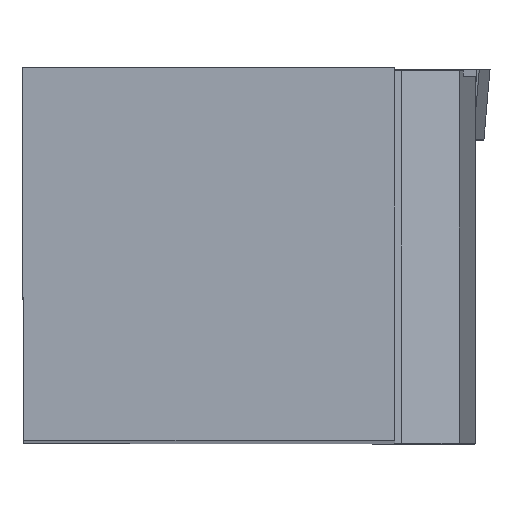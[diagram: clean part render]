
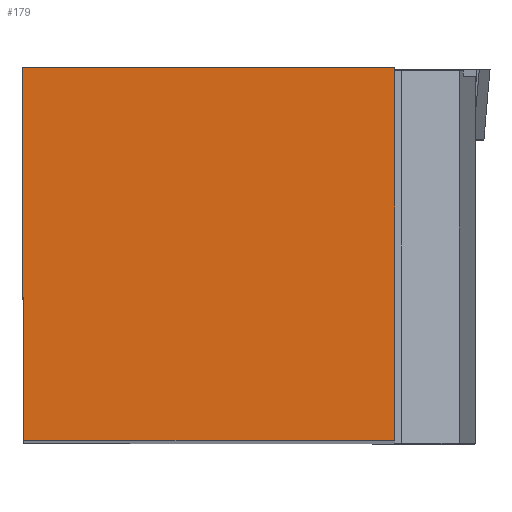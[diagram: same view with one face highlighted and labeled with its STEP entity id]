
A CAD part, top view. The second image highlights one B-rep face of the part: STEP entity #179.
In plain terms, the highlighted planar face has unit normal (0, 0, 1).
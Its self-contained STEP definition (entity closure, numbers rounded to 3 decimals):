
#139=FACE_OUTER_BOUND('',#408,.T.);
#179=ADVANCED_FACE('BLANK_BOXF006',(#139),#209,.F.);
#209=PLANE('',#946);
#240=LINE('',#1350,#305);
#270=LINE('',#1455,#335);
#280=LINE('',#1475,#345);
#281=LINE('',#1476,#346);
#305=VECTOR('',#1052,1.);
#335=VECTOR('',#1134,1.);
#345=VECTOR('',#1154,1.);
#346=VECTOR('',#1155,1.);
#408=EDGE_LOOP('',(#569,#570,#571,#572));
#569=ORIENTED_EDGE('',*,*,#789,.T.);
#570=ORIENTED_EDGE('',*,*,#729,.T.);
#571=ORIENTED_EDGE('',*,*,#790,.T.);
#572=ORIENTED_EDGE('',*,*,#777,.T.);
#651=VERTEX_POINT('',#1349);
#652=VERTEX_POINT('',#1351);
#689=VERTEX_POINT('',#1454);
#690=VERTEX_POINT('',#1456);
#729=EDGE_CURVE('',#652,#651,#240,.T.);
#777=EDGE_CURVE('',#690,#689,#270,.T.);
#789=EDGE_CURVE('',#689,#652,#280,.T.);
#790=EDGE_CURVE('',#651,#690,#281,.T.);
#946=AXIS2_PLACEMENT_3D('',#1477,#1156,#1157);
#1052=DIRECTION('',(-1.,0.,0.));
#1134=DIRECTION('',(1.,0.,0.));
#1154=DIRECTION('',(0.,1.,0.));
#1155=DIRECTION('',(0.004,-1.,0.));
#1156=DIRECTION('',(0.,0.,-1.));
#1157=DIRECTION('',(1.,0.,0.));
#1349=CARTESIAN_POINT('',(0.,25.273,0.));
#1350=CARTESIAN_POINT('',(168.4,25.273,0.));
#1351=CARTESIAN_POINT('',(25.273,25.273,0.));
#1454=CARTESIAN_POINT('',(25.273,0.,0.));
#1455=CARTESIAN_POINT('',(-168.4,0.,0.));
#1456=CARTESIAN_POINT('',(0.11,0.,0.));
#1475=CARTESIAN_POINT('',(25.273,-168.4,0.));
#1476=CARTESIAN_POINT('',(-0.625,168.398,0.));
#1477=CARTESIAN_POINT('',(47.75,-5.,0.));
